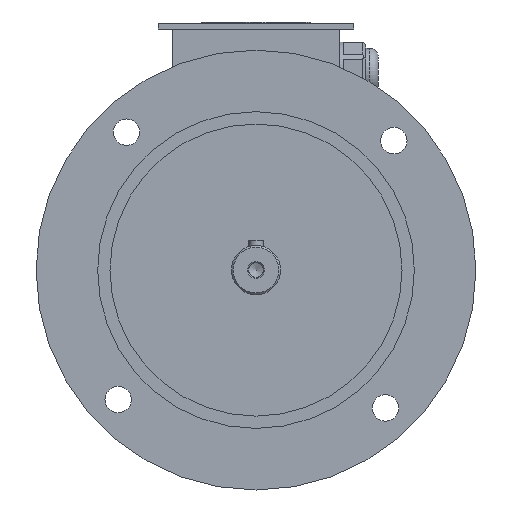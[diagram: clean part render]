
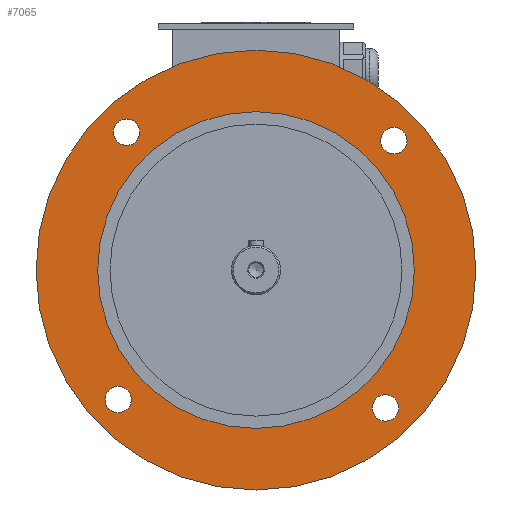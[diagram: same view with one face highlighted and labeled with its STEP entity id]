
A CAD part, front view. The second image highlights one B-rep face of the part: STEP entity #7065.
In plain terms, the highlighted planar face has unit normal (0, -1, 0).
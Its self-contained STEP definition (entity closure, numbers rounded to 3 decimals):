
#204=CIRCLE('',#7349,7.5);
#206=CIRCLE('',#7352,7.5);
#208=CIRCLE('',#7355,7.5);
#213=CIRCLE('',#7362,90.);
#223=CIRCLE('',#7386,7.5);
#224=CIRCLE('',#7387,125.);
#471=ORIENTED_EDGE('',*,*,#1948,.F.);
#472=ORIENTED_EDGE('',*,*,#1950,.F.);
#473=ORIENTED_EDGE('',*,*,#1952,.F.);
#474=ORIENTED_EDGE('',*,*,#1977,.F.);
#475=ORIENTED_EDGE('',*,*,#1978,.F.);
#476=ORIENTED_EDGE('',*,*,#1957,.T.);
#1948=EDGE_CURVE('',#2711,#2711,#204,.T.);
#1950=EDGE_CURVE('',#2713,#2713,#206,.T.);
#1952=EDGE_CURVE('',#2715,#2715,#208,.T.);
#1957=EDGE_CURVE('',#2720,#2720,#213,.T.);
#1977=EDGE_CURVE('',#2737,#2737,#223,.T.);
#1978=EDGE_CURVE('',#2738,#2738,#224,.T.);
#2711=VERTEX_POINT('',#9412);
#2713=VERTEX_POINT('',#9417);
#2715=VERTEX_POINT('',#9422);
#2720=VERTEX_POINT('',#9434);
#2737=VERTEX_POINT('',#9685);
#2738=VERTEX_POINT('',#9687);
#4199=EDGE_LOOP('',(#471));
#4200=EDGE_LOOP('',(#472));
#4201=EDGE_LOOP('',(#473));
#4202=EDGE_LOOP('',(#474));
#4203=EDGE_LOOP('',(#475));
#4204=EDGE_LOOP('',(#476));
#4532=FACE_BOUND('',#4199,.T.);
#4533=FACE_BOUND('',#4200,.T.);
#4534=FACE_BOUND('',#4201,.T.);
#4535=FACE_BOUND('',#4202,.T.);
#4536=FACE_BOUND('',#4203,.T.);
#4537=FACE_BOUND('',#4204,.T.);
#4837=PLANE('',#7385);
#7065=ADVANCED_FACE('',(#4532,#4533,#4534,#4535,#4536,#4537),#4837,.F.);
#7349=AXIS2_PLACEMENT_3D('',#9411,#7892,#7893);
#7352=AXIS2_PLACEMENT_3D('',#9416,#7898,#7899);
#7355=AXIS2_PLACEMENT_3D('',#9421,#7904,#7905);
#7362=AXIS2_PLACEMENT_3D('',#9433,#7918,#7919);
#7385=AXIS2_PLACEMENT_3D('',#9683,#7972,#7973);
#7386=AXIS2_PLACEMENT_3D('',#9684,#7974,#7975);
#7387=AXIS2_PLACEMENT_3D('',#9686,#7976,#7977);
#7892=DIRECTION('',(0.,-1.,0.));
#7893=DIRECTION('',(0.,0.,1.));
#7898=DIRECTION('',(0.,-1.,0.));
#7899=DIRECTION('',(-1.,0.,0.));
#7904=DIRECTION('',(0.,-1.,0.));
#7905=DIRECTION('',(0.,0.,-1.));
#7918=DIRECTION('',(0.,1.,0.));
#7919=DIRECTION('',(0.,0.,1.));
#7972=DIRECTION('',(0.,1.,0.));
#7973=DIRECTION('',(0.,0.,1.));
#7974=DIRECTION('',(0.,-1.,0.));
#7975=DIRECTION('',(1.,0.,0.));
#7976=DIRECTION('',(0.,1.,0.));
#7977=DIRECTION('',(1.,0.,0.));
#9411=CARTESIAN_POINT('',(-78.37,-35.,-73.582));
#9412=CARTESIAN_POINT('',(-78.37,-35.,-66.082));
#9416=CARTESIAN_POINT('',(73.582,-35.,-78.37));
#9417=CARTESIAN_POINT('',(66.082,-35.,-78.37));
#9421=CARTESIAN_POINT('',(78.37,-35.,73.582));
#9422=CARTESIAN_POINT('',(78.37,-35.,66.082));
#9433=CARTESIAN_POINT('',(0.,-35.,0.));
#9434=CARTESIAN_POINT('',(0.,-35.,90.));
#9683=CARTESIAN_POINT('',(0.,-35.,0.));
#9684=CARTESIAN_POINT('',(-73.582,-35.,78.37));
#9685=CARTESIAN_POINT('',(-66.082,-35.,78.37));
#9686=CARTESIAN_POINT('',(0.,-35.,0.));
#9687=CARTESIAN_POINT('',(125.,-35.,0.));
